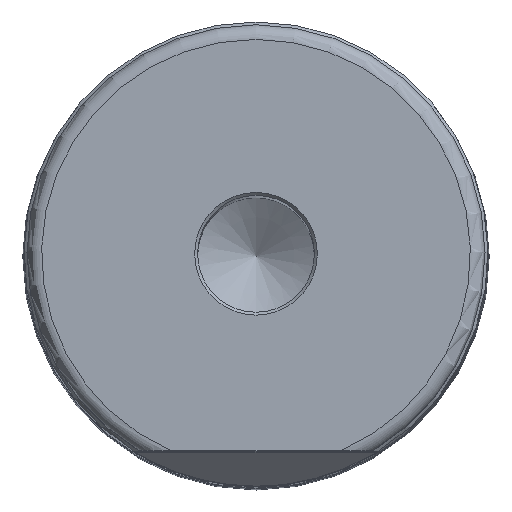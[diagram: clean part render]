
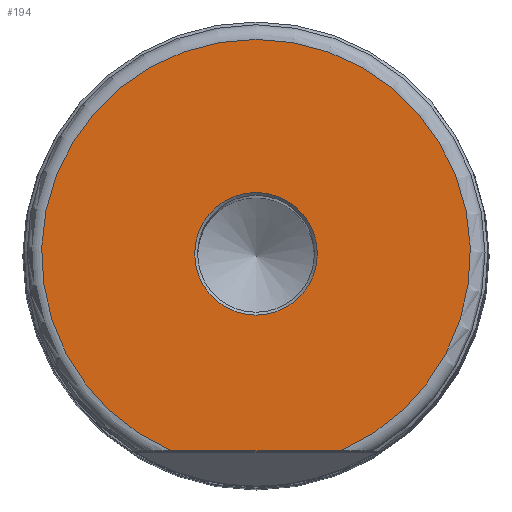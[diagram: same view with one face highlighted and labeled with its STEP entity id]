
A CAD part, top view. The second image highlights one B-rep face of the part: STEP entity #194.
In plain terms, the highlighted planar face has unit normal (0, 0, 1).
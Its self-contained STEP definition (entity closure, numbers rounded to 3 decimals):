
#173=PLANE('',#856);
#194=ADVANCED_FACE('',(#302,#303),#173,.T.);
#258=CIRCLE('',#854,4.2);
#259=CIRCLE('',#855,14.675);
#302=FACE_BOUND('',#390,.T.);
#303=FACE_BOUND('',#391,.T.);
#390=EDGE_LOOP('',(#530));
#391=EDGE_LOOP('',(#531,#532));
#488=LINE('',#1466,#501);
#501=VECTOR('',#954,1.);
#530=ORIENTED_EDGE('',*,*,#735,.T.);
#531=ORIENTED_EDGE('',*,*,#736,.T.);
#532=ORIENTED_EDGE('',*,*,#737,.T.);
#672=VERTEX_POINT('',#1462);
#673=VERTEX_POINT('',#1464);
#674=VERTEX_POINT('',#1465);
#735=EDGE_CURVE('',#672,#672,#258,.T.);
#736=EDGE_CURVE('',#673,#674,#259,.T.);
#737=EDGE_CURVE('',#674,#673,#488,.T.);
#854=AXIS2_PLACEMENT_3D('',#1461,#950,#951);
#855=AXIS2_PLACEMENT_3D('',#1463,#952,#953);
#856=AXIS2_PLACEMENT_3D('',#1467,#955,#956);
#950=DIRECTION('',(0.,0.,-1.));
#951=DIRECTION('',(0.,-1.,0.));
#952=DIRECTION('',(0.,0.,1.));
#953=DIRECTION('',(0.,-1.,0.));
#954=DIRECTION('',(1.,0.,0.));
#955=DIRECTION('',(0.,0.,1.));
#956=DIRECTION('',(0.,-1.,0.));
#1461=CARTESIAN_POINT('',(0.,0.,114.3));
#1462=CARTESIAN_POINT('',(0.,-4.2,114.3));
#1463=CARTESIAN_POINT('',(0.,0.,114.3));
#1464=CARTESIAN_POINT('',(5.783,-13.487,114.3));
#1465=CARTESIAN_POINT('',(-5.783,-13.487,114.3));
#1466=CARTESIAN_POINT('',(-17.5,-13.487,114.3));
#1467=CARTESIAN_POINT('',(0.,0.,114.3));
